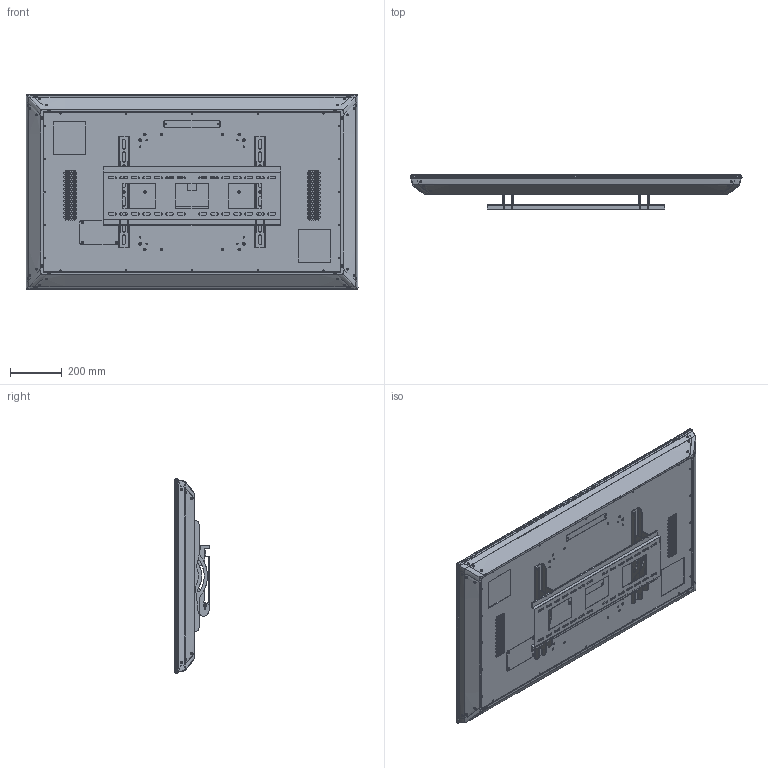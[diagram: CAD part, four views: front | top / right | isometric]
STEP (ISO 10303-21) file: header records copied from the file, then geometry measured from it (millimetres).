
FILE_DESCRIPTION (( 'STEP AP214' ), '1' );
FILE_NAME ('55 Presenter with Mount.STEP', '2020-09-14T16:27:16', ( '' ), ( '' ), 'SwSTEP 2.0', 'SolidWorks 2019', '' );
FILE_SCHEMA (( 'AUTOMOTIVE_DESIGN' ));
Length unit declared in the file: inch
Products named in the file (5): Presenter Mount; 55 Presenter; 55 Presenter with Mount
Assembly tree (2 placements, depth 2):
  Presenter Mount
  55 Presenter
  55 Presenter with Mount
    Presenter Mount
    55 Presenter
Bounding box: 1282.34 x 132.28 x 752.34 mm (x, y, z)
Volume: 65180740.5 mm3; surface area: 2687614.7 mm2
Topology: 2 solids, 2 shells, 3686 faces, 9572 edges, 6254 vertices
Faces by surface type: plane 2602, cylinder 580, bspline 400, cone 104
Entity records: 197133 total; most frequent: CARTESIAN_POINT 108709, ORIENTED_EDGE 19144, DIRECTION 16354, EDGE_CURVE 9572, LINE 7074, VECTOR 7074, VERTEX_POINT 6254, AXIS2_PLACEMENT_3D 4640
